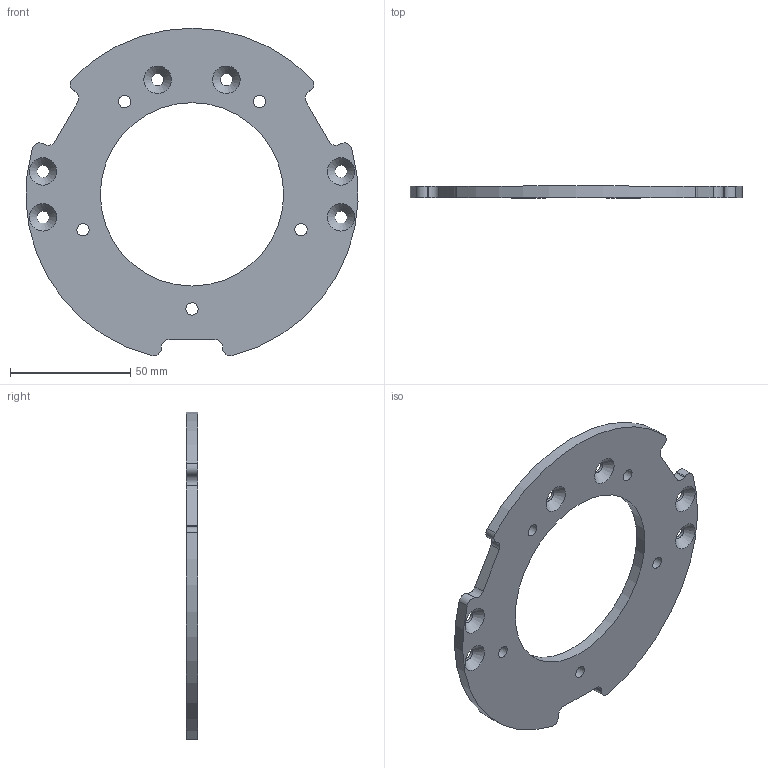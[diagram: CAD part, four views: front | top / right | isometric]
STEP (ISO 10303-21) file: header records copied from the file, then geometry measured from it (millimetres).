
FILE_DESCRIPTION(/* description */ ('RESERVOIR CHASSIS, BOUYANCY ENGINE'),/* implementation_level */ '2;1');
FILE_NAME(/* name */ 'BD-PRT-0300-0000_RevB.stp',/* time_stamp */ '2020-10-09T14:57:06-04:00',/* author */ ('Jeremy Paulus'),/* organization */ (''),/* preprocessor_version */ 'ST-DEVELOPER v15.2',/* originating_system */ 'Autodesk Inventor 2014',/* authorisation */ '');
FILE_SCHEMA (('AUTOMOTIVE_DESIGN { 1 0 10303 214 3 1 1 }'));
Length unit declared in the file: inch
Products named in the file (1): BD-PRT-0300-0000
Bounding box: 137.99 x 4.76 x 136.16 mm (x, y, z)
Volume: 44706.1 mm3; surface area: 23168.2 mm2
Topology: 1 solids, 1 shells, 44 faces, 131 edges, 89 vertices
Faces by surface type: cylinder 27, plane 11, cone 6
Full cylindrical faces by diameter (mm): 5.105 x5, 5.156 x6, 76.2 x1
Entity records: 1400 total; most frequent: DIRECTION 252, CARTESIAN_POINT 225, ORIENTED_EDGE 204, AXIS2_PLACEMENT_3D 105, EDGE_CURVE 102, EDGE_LOOP 86, VERTEX_POINT 78, CIRCLE 60
